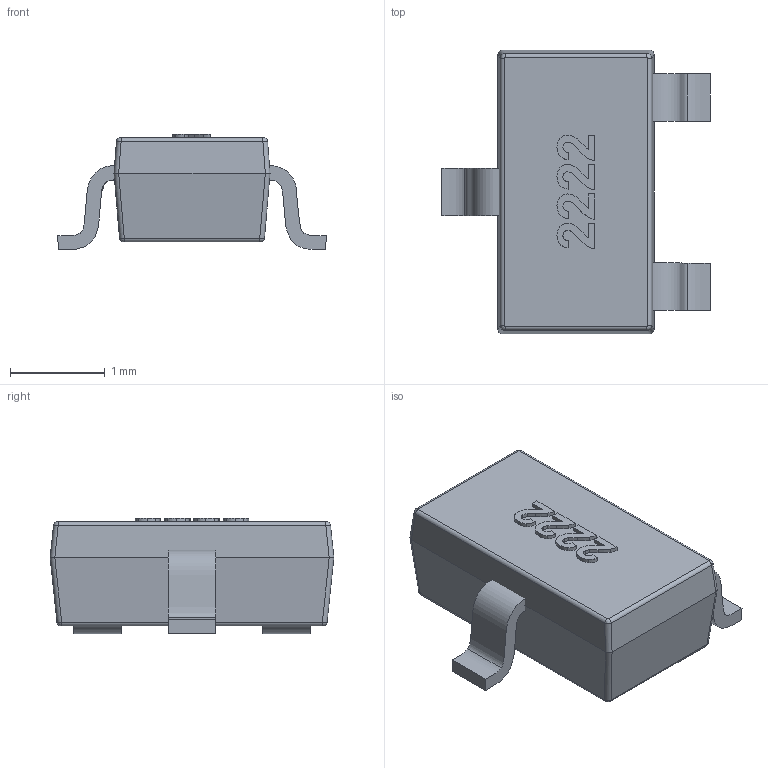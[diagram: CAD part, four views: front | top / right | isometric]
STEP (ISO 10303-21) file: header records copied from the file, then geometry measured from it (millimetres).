
FILE_DESCRIPTION(('FreeCAD Model'),'2;1');
FILE_NAME('Open CASCADE Shape Model','2022-10-06T23:16:20',('Author'),( ''),'Open CASCADE STEP processor 7.4','FreeCAD','Unknown');
FILE_SCHEMA(('AUTOMOTIVE_DESIGN { 1 0 10303 214 1 1 1 1 }'));
Length unit declared in the file: millimetre
Products named in the file (1): (Unsaved)
Bounding box: 2.84 x 3 x 1.22 mm (x, y, z)
Volume: 5.4 mm3; surface area: 24 mm2
Topology: 4 solids, 4 shells, 143 faces, 1107 edges, 3190 vertices
Faces by surface type: bspline 85, plane 42, cylinder 16
Entity records: 17268 total; most frequent: CARTESIAN_POINT 8234, DIRECTION 799, GEOMETRIC_CURVE_SET 739, ORIENTED_EDGE 738, TRIMMED_CURVE 738, LINE 537, VECTOR 537, B_SPLINE_CURVE_WITH_KNOTS 486
